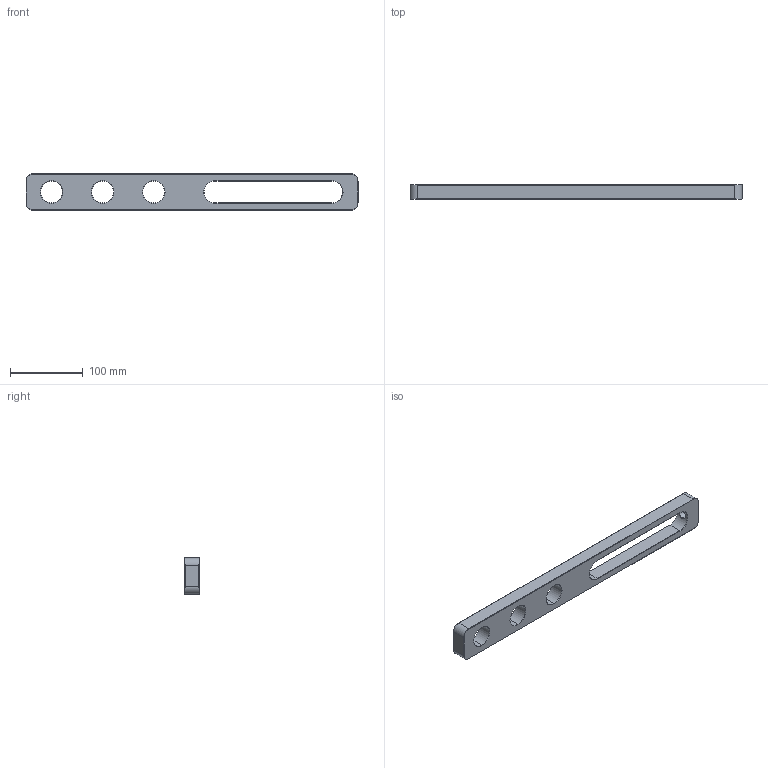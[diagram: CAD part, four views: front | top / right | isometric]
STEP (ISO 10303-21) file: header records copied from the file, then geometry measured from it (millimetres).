
FILE_DESCRIPTION (( 'STEP AP203' ), '1' );
FILE_NAME ('拉板（短）FD65LG-02(SS06~KS07).STEP', '2021-11-11T05:06:14', ( '' ), ( '' ), 'SwSTEP 2.0', 'SolidWorks 2018', '' );
FILE_SCHEMA (( 'CONFIG_CONTROL_DESIGN' ));
Length unit declared in the file: millimetre
Products named in the file (1): 拉板（短）FD65LG-02(SS06~KS07)
Bounding box: 455 x 20 x 50 mm (x, y, z)
Volume: 297917.7 mm3; surface area: 63505.9 mm2
Topology: 1 solids, 1 shells, 49 faces, 121 edges, 74 vertices
Faces by surface type: plane 19, cone 16, cylinder 14
Entity records: 1612 total; most frequent: CARTESIAN_POINT 369, DIRECTION 247, ORIENTED_EDGE 242, EDGE_CURVE 121, AXIS2_PLACEMENT_3D 92, VERTEX_POINT 74, LINE 63, VECTOR 63
